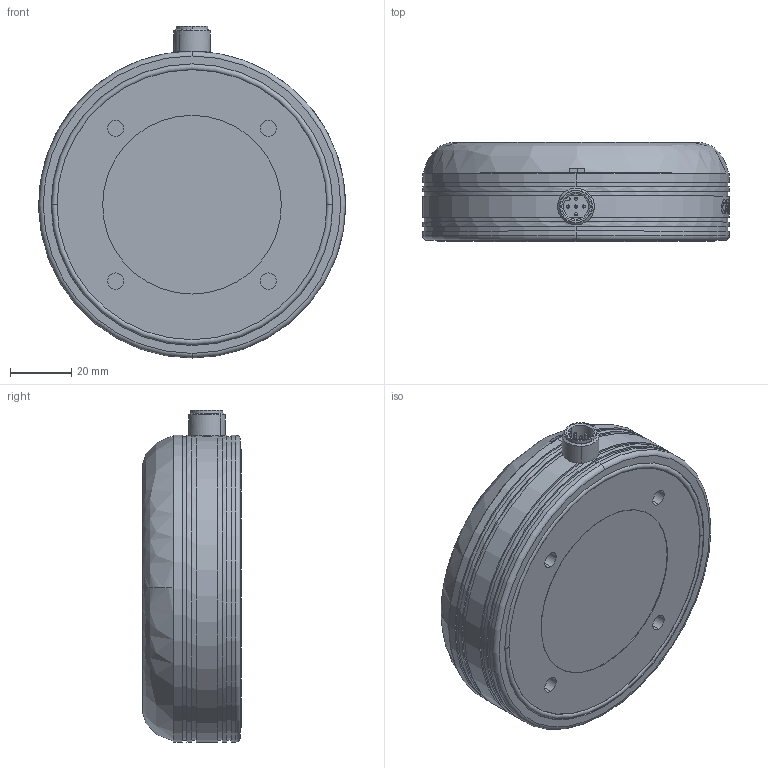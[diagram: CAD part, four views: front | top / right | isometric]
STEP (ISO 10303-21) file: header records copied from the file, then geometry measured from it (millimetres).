
FILE_DESCRIPTION (( 'STEP AP203' ), '1' );
FILE_NAME ('CANEO series41 touch Solid.STEP', '2020-05-27T15:22:29', ( '' ), ( '' ), 'SwSTEP 2.0', 'SolidWorks 2020', '' );
FILE_SCHEMA (( 'CONFIG_CONTROL_DESIGN' ));
Length unit declared in the file: millimetre
Products named in the file (1): CANEO series41 touch Solid
Bounding box: 100.4 x 32.31 x 108.7 mm (x, y, z)
Volume: 238324.7 mm3; surface area: 46624.4 mm2
Topology: 2 solids, 7 shells, 427 faces, 1110 edges, 712 vertices
Faces by surface type: plane 139, bspline 123, cylinder 112, cone 35, sphere 10, torus 8
Entity records: 20369 total; most frequent: CARTESIAN_POINT 10857, ORIENTED_EDGE 2132, DIRECTION 1613, EDGE_CURVE 1066, VERTEX_POINT 702, AXIS2_PLACEMENT_3D 595, EDGE_LOOP 490, FACE_OUTER_BOUND 427
